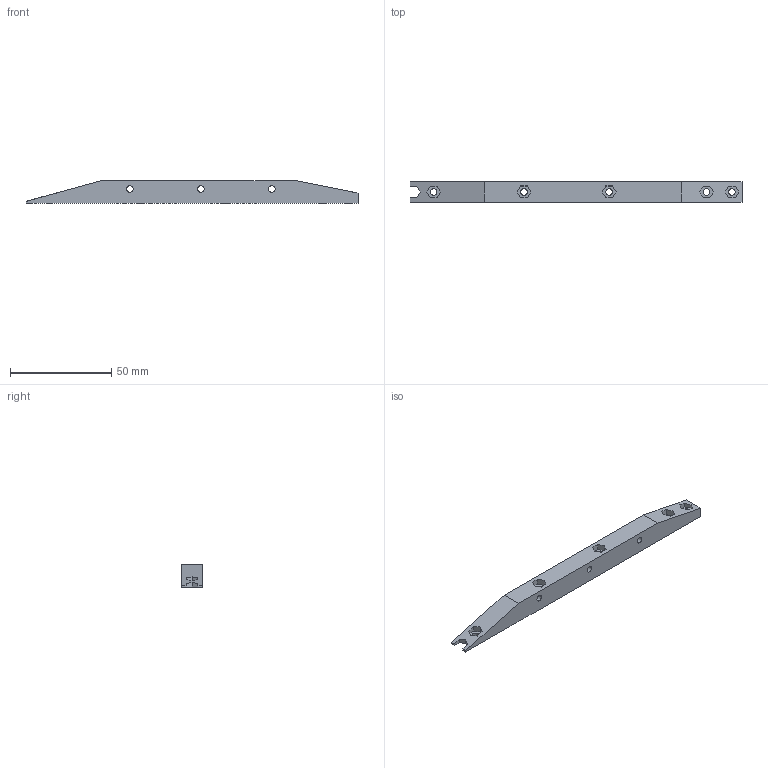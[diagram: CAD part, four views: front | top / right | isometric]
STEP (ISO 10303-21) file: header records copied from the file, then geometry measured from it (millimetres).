
FILE_DESCRIPTION(/* description */ (''),/* implementation_level */ '2;1');
FILE_NAME(/* name */ 'wheel_support_extra_short.stp',/* time_stamp */ '2018-01-10T22:29:34+01:00',/* author */ ('ndz'),/* organization */ (''),/* preprocessor_version */ 'ST-DEVELOPER v16.13',/* originating_system */ 'Autodesk Inventor 2018',/* authorisation */ '');
FILE_SCHEMA (('AUTOMOTIVE_DESIGN { 1 0 10303 214 3 1 1 }'));
Length unit declared in the file: millimetre
Products named in the file (1): wheel_support_extra_short
Bounding box: 163.7 x 10 x 11 mm (x, y, z)
Volume: 14337.2 mm3; surface area: 7096.4 mm2
Topology: 1 solids, 1 shells, 56 faces, 147 edges, 98 vertices
Faces by surface type: plane 48, cylinder 8
Full cylindrical faces by diameter (mm): 3.2 x8
Entity records: 1738 total; most frequent: CARTESIAN_POINT 294, ORIENTED_EDGE 278, DIRECTION 269, EDGE_CURVE 139, LINE 123, VECTOR 123, VERTEX_POINT 98, EDGE_LOOP 85
